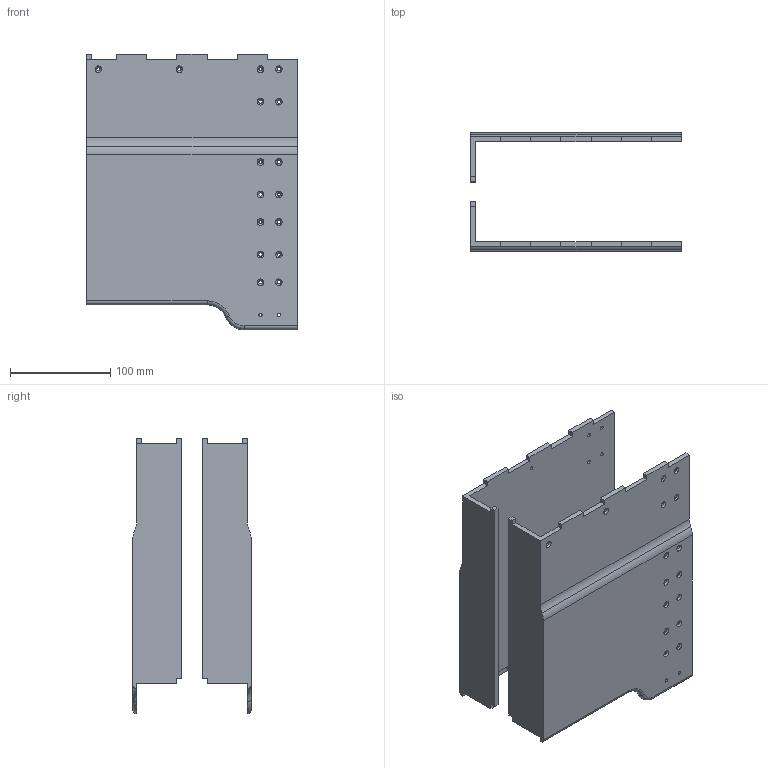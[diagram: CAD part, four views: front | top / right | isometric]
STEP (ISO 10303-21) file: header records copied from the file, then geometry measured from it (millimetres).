
FILE_DESCRIPTION(/* description */ (''),/* implementation_level */ '2;1');
FILE_NAME(/* name */ 'колпак.stp',/* time_stamp */ '2024-01-23T21:34:22+03:00',/* author */ ('К'),/* organization */ (''),/* preprocessor_version */ 'ST-DEVELOPER v18.1',/* originating_system */ 'Autodesk Inventor 2022',/* authorisation */ '');
FILE_SCHEMA (('AUTOMOTIVE_DESIGN { 1 0 10303 214 3 1 1 }'));
Length unit declared in the file: millimetre
Products named in the file (1): колпак
Bounding box: 210 x 118.1 x 275.08 mm (x, y, z)
Volume: 881404 mm3; surface area: 269735.9 mm2
Topology: 2 solids, 2 shells, 156 faces, 428 edges, 276 vertices
Faces by surface type: plane 76, cylinder 44, cone 32, torus 4
Full cylindrical faces by diameter (mm): 3.4 x36
Entity records: 5126 total; most frequent: DIRECTION 876, CARTESIAN_POINT 861, ORIENTED_EDGE 856, EDGE_CURVE 428, LINE 294, VECTOR 294, AXIS2_PLACEMENT_3D 291, VERTEX_POINT 276
